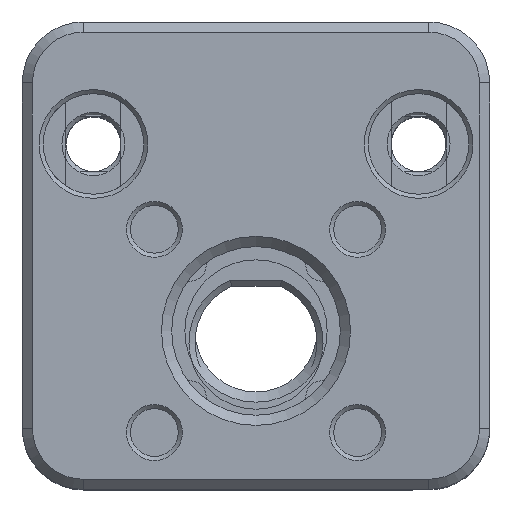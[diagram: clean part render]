
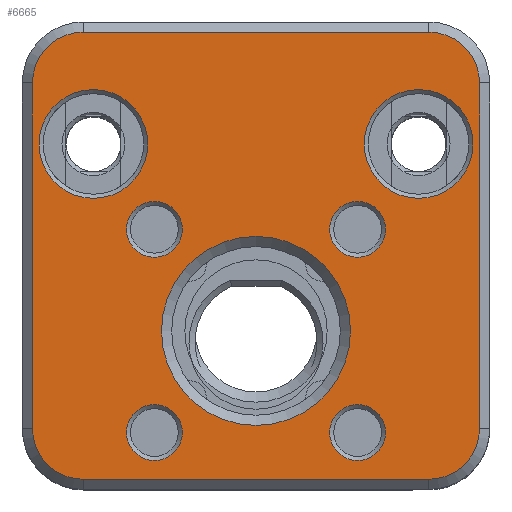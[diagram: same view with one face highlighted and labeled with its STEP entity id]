
A CAD part, top view. The second image highlights one B-rep face of the part: STEP entity #6665.
In plain terms, the highlighted planar face has unit normal (0, 0, 1).
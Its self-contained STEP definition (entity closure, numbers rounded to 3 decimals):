
#65=FACE_BOUND('',#1082,.T.);
#66=FACE_BOUND('',#1083,.T.);
#67=FACE_BOUND('',#1084,.T.);
#68=FACE_BOUND('',#1085,.T.);
#69=FACE_BOUND('',#1086,.T.);
#70=FACE_BOUND('',#1087,.T.);
#71=FACE_BOUND('',#1088,.T.);
#247=CIRCLE('',#7124,5.35);
#249=CIRCLE('',#7127,5.);
#250=CIRCLE('',#7128,5.);
#251=CIRCLE('',#7129,5.);
#252=CIRCLE('',#7130,5.);
#253=CIRCLE('',#7131,2.75);
#254=CIRCLE('',#7132,2.75);
#255=CIRCLE('',#7133,5.35);
#256=CIRCLE('',#7134,9.3);
#257=CIRCLE('',#7135,2.75);
#258=CIRCLE('',#7136,2.75);
#689=FACE_OUTER_BOUND('',#1081,.T.);
#1081=EDGE_LOOP('',(#4506,#4507,#4508,#4509,#4510,#4511,#4512,#4513));
#1082=EDGE_LOOP('',(#4514));
#1083=EDGE_LOOP('',(#4515));
#1084=EDGE_LOOP('',(#4516));
#1085=EDGE_LOOP('',(#4517));
#1086=EDGE_LOOP('',(#4518));
#1087=EDGE_LOOP('',(#4519));
#1088=EDGE_LOOP('',(#4520));
#1524=LINE('',#10181,#2161);
#1525=LINE('',#10185,#2162);
#1526=LINE('',#10189,#2163);
#1527=LINE('',#10193,#2164);
#2161=VECTOR('',#7980,10.);
#2162=VECTOR('',#7983,10.);
#2163=VECTOR('',#7986,10.);
#2164=VECTOR('',#7989,10.);
#2797=VERTEX_POINT('',#10173);
#2799=VERTEX_POINT('',#10179);
#2800=VERTEX_POINT('',#10180);
#2801=VERTEX_POINT('',#10182);
#2802=VERTEX_POINT('',#10184);
#2803=VERTEX_POINT('',#10186);
#2804=VERTEX_POINT('',#10188);
#2805=VERTEX_POINT('',#10190);
#2806=VERTEX_POINT('',#10192);
#2807=VERTEX_POINT('',#10195);
#2808=VERTEX_POINT('',#10197);
#2809=VERTEX_POINT('',#10199);
#2810=VERTEX_POINT('',#10201);
#2811=VERTEX_POINT('',#10203);
#2812=VERTEX_POINT('',#10205);
#3446=EDGE_CURVE('',#2797,#2797,#247,.T.);
#3449=EDGE_CURVE('',#2799,#2800,#1524,.T.);
#3450=EDGE_CURVE('',#2801,#2799,#249,.T.);
#3451=EDGE_CURVE('',#2802,#2801,#1525,.T.);
#3452=EDGE_CURVE('',#2803,#2802,#250,.T.);
#3453=EDGE_CURVE('',#2804,#2803,#1526,.T.);
#3454=EDGE_CURVE('',#2805,#2804,#251,.T.);
#3455=EDGE_CURVE('',#2806,#2805,#1527,.T.);
#3456=EDGE_CURVE('',#2800,#2806,#252,.T.);
#3457=EDGE_CURVE('',#2807,#2807,#253,.T.);
#3458=EDGE_CURVE('',#2808,#2808,#254,.T.);
#3459=EDGE_CURVE('',#2809,#2809,#255,.T.);
#3460=EDGE_CURVE('',#2810,#2810,#256,.T.);
#3461=EDGE_CURVE('',#2811,#2811,#257,.T.);
#3462=EDGE_CURVE('',#2812,#2812,#258,.T.);
#4506=ORIENTED_EDGE('',*,*,#3449,.F.);
#4507=ORIENTED_EDGE('',*,*,#3450,.F.);
#4508=ORIENTED_EDGE('',*,*,#3451,.F.);
#4509=ORIENTED_EDGE('',*,*,#3452,.F.);
#4510=ORIENTED_EDGE('',*,*,#3453,.F.);
#4511=ORIENTED_EDGE('',*,*,#3454,.F.);
#4512=ORIENTED_EDGE('',*,*,#3455,.F.);
#4513=ORIENTED_EDGE('',*,*,#3456,.F.);
#4514=ORIENTED_EDGE('',*,*,#3457,.F.);
#4515=ORIENTED_EDGE('',*,*,#3458,.F.);
#4516=ORIENTED_EDGE('',*,*,#3459,.F.);
#4517=ORIENTED_EDGE('',*,*,#3460,.F.);
#4518=ORIENTED_EDGE('',*,*,#3461,.F.);
#4519=ORIENTED_EDGE('',*,*,#3462,.F.);
#4520=ORIENTED_EDGE('',*,*,#3446,.F.);
#6469=PLANE('',#7126);
#6665=ADVANCED_FACE('',(#689,#65,#66,#67,#68,#69,#70,#71),#6469,.T.);
#7124=AXIS2_PLACEMENT_3D('',#10174,#7973,#7974);
#7126=AXIS2_PLACEMENT_3D('',#10178,#7978,#7979);
#7127=AXIS2_PLACEMENT_3D('',#10183,#7981,#7982);
#7128=AXIS2_PLACEMENT_3D('',#10187,#7984,#7985);
#7129=AXIS2_PLACEMENT_3D('',#10191,#7987,#7988);
#7130=AXIS2_PLACEMENT_3D('',#10194,#7990,#7991);
#7131=AXIS2_PLACEMENT_3D('',#10196,#7992,#7993);
#7132=AXIS2_PLACEMENT_3D('',#10198,#7994,#7995);
#7133=AXIS2_PLACEMENT_3D('',#10200,#7996,#7997);
#7134=AXIS2_PLACEMENT_3D('',#10202,#7998,#7999);
#7135=AXIS2_PLACEMENT_3D('',#10204,#8000,#8001);
#7136=AXIS2_PLACEMENT_3D('',#10206,#8002,#8003);
#7973=DIRECTION('center_axis',(0.,0.,1.));
#7974=DIRECTION('ref_axis',(-1.,0.,0.));
#7978=DIRECTION('center_axis',(0.,0.,1.));
#7979=DIRECTION('ref_axis',(1.,0.,0.));
#7980=DIRECTION('',(0.,1.,0.));
#7981=DIRECTION('center_axis',(0.,0.,-1.));
#7982=DIRECTION('ref_axis',(-1.,0.,0.));
#7983=DIRECTION('',(-1.,0.,0.));
#7984=DIRECTION('center_axis',(0.,0.,-1.));
#7985=DIRECTION('ref_axis',(0.,-1.,0.));
#7986=DIRECTION('',(0.,-1.,0.));
#7987=DIRECTION('center_axis',(0.,0.,-1.));
#7988=DIRECTION('ref_axis',(1.,0.,0.));
#7989=DIRECTION('',(1.,0.,0.));
#7990=DIRECTION('center_axis',(0.,0.,-1.));
#7991=DIRECTION('ref_axis',(0.,1.,0.));
#7992=DIRECTION('center_axis',(0.,0.,1.));
#7993=DIRECTION('ref_axis',(1.,0.,0.));
#7994=DIRECTION('center_axis',(0.,0.,1.));
#7995=DIRECTION('ref_axis',(1.,0.,0.));
#7996=DIRECTION('center_axis',(0.,0.,1.));
#7997=DIRECTION('ref_axis',(-1.,0.,0.));
#7998=DIRECTION('center_axis',(0.,0.,1.));
#7999=DIRECTION('ref_axis',(1.,0.,0.));
#8000=DIRECTION('center_axis',(0.,0.,1.));
#8001=DIRECTION('ref_axis',(1.,0.,0.));
#8002=DIRECTION('center_axis',(0.,0.,1.));
#8003=DIRECTION('ref_axis',(1.,0.,0.));
#10173=CARTESIAN_POINT('',(12.35,10.,8.2));
#10174=CARTESIAN_POINT('Origin',(7.,10.,8.2));
#10178=CARTESIAN_POINT('Origin',(23.,-1.,8.2));
#10179=CARTESIAN_POINT('',(1.,-18.,8.2));
#10180=CARTESIAN_POINT('',(1.,16.,8.2));
#10181=CARTESIAN_POINT('',(1.,7.5,8.2));
#10182=CARTESIAN_POINT('',(6.,-23.,8.2));
#10183=CARTESIAN_POINT('Origin',(6.,-18.,8.2));
#10184=CARTESIAN_POINT('',(40.,-23.,8.2));
#10185=CARTESIAN_POINT('',(14.5,-23.,8.2));
#10186=CARTESIAN_POINT('',(45.,-18.,8.2));
#10187=CARTESIAN_POINT('Origin',(40.,-18.,8.2));
#10188=CARTESIAN_POINT('',(45.,16.,8.2));
#10189=CARTESIAN_POINT('',(45.,-9.5,8.2));
#10190=CARTESIAN_POINT('',(40.,21.,8.2));
#10191=CARTESIAN_POINT('Origin',(40.,16.,8.2));
#10192=CARTESIAN_POINT('',(6.,21.,8.2));
#10193=CARTESIAN_POINT('',(31.5,21.,8.2));
#10194=CARTESIAN_POINT('Origin',(6.,16.,8.2));
#10195=CARTESIAN_POINT('',(30.25,-18.4,8.2));
#10196=CARTESIAN_POINT('Origin',(33.,-18.4,8.2));
#10197=CARTESIAN_POINT('',(10.25,1.6,8.2));
#10198=CARTESIAN_POINT('Origin',(13.,1.6,8.2));
#10199=CARTESIAN_POINT('',(44.35,10.,8.2));
#10200=CARTESIAN_POINT('Origin',(39.,10.,8.2));
#10201=CARTESIAN_POINT('',(13.7,-8.4,8.2));
#10202=CARTESIAN_POINT('Origin',(23.,-8.4,8.2));
#10203=CARTESIAN_POINT('',(30.25,1.6,8.2));
#10204=CARTESIAN_POINT('Origin',(33.,1.6,8.2));
#10205=CARTESIAN_POINT('',(10.25,-18.4,8.2));
#10206=CARTESIAN_POINT('Origin',(13.,-18.4,8.2));
